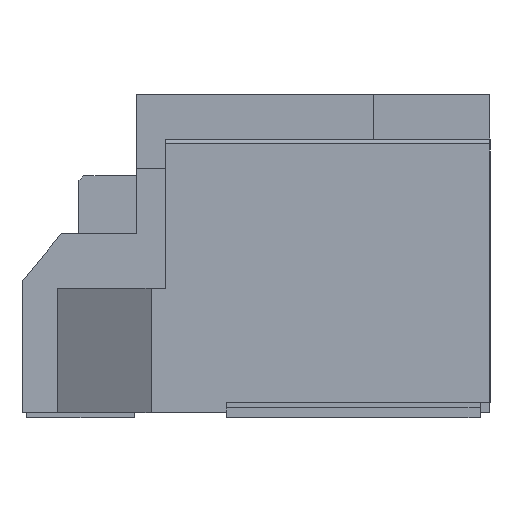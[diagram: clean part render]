
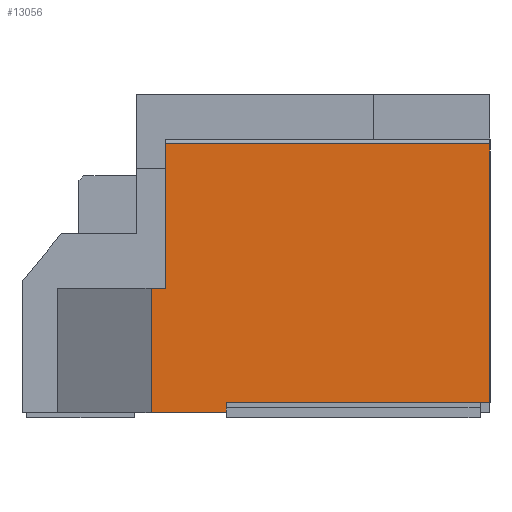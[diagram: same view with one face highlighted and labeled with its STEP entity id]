
A CAD part, left-side view. The second image highlights one B-rep face of the part: STEP entity #13056.
In plain terms, the highlighted planar face has unit normal (-1, 0, 0).
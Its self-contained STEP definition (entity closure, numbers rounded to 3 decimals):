
#953 = CARTESIAN_POINT ( 'NONE',  ( -8., 0.15, 0. ) ) ;
#1073 = CARTESIAN_POINT ( 'NONE',  ( -8., 0.15, 0.1 ) ) ;
#1185 = EDGE_CURVE ( 'NONE', #17968, #22748, #6905, .T. ) ;
#1404 = DIRECTION ( 'NONE',  ( 0., 0., -1. ) ) ;
#1432 = VERTEX_POINT ( 'NONE', #15418 ) ;
#2310 = LINE ( 'NONE', #7905, #16579 ) ;
#3081 = DIRECTION ( 'NONE',  ( 0., 0., -1. ) ) ;
#3621 = ORIENTED_EDGE ( 'NONE', *, *, #6606, .F. ) ;
#4274 = EDGE_CURVE ( 'NONE', #17482, #9478, #5369, .T. ) ;
#4471 = ORIENTED_EDGE ( 'NONE', *, *, #4274, .F. ) ;
#4775 = CARTESIAN_POINT ( 'NONE',  ( -8., 0.15, 0.2 ) ) ;
#5149 = ORIENTED_EDGE ( 'NONE', *, *, #18875, .T. ) ;
#5369 = LINE ( 'NONE', #12463, #17354 ) ;
#5454 = VERTEX_POINT ( 'NONE', #4775 ) ;
#5771 = EDGE_CURVE ( 'NONE', #5454, #11372, #11144, .T. ) ;
#5805 = EDGE_LOOP ( 'NONE', ( #9833, #5149, #20241, #4471, #3621, #5898, #14159, #14577, #6650 ) ) ;
#5898 = ORIENTED_EDGE ( 'NONE', *, *, #17683, .T. ) ;
#6204 = CARTESIAN_POINT ( 'NONE',  ( -8., 1.658, 0. ) ) ;
#6606 = EDGE_CURVE ( 'NONE', #7270, #17482, #8094, .T. ) ;
#6650 = ORIENTED_EDGE ( 'NONE', *, *, #10813, .F. ) ;
#6905 = LINE ( 'NONE', #16088, #20104 ) ;
#6908 = CARTESIAN_POINT ( 'NONE',  ( -8., 4.25, 6.4 ) ) ;
#6941 = DIRECTION ( 'NONE',  ( 0., 1., 0. ) ) ;
#7270 = VERTEX_POINT ( 'NONE', #11208 ) ;
#7905 = CARTESIAN_POINT ( 'NONE',  ( -8., 0.15, 0.2 ) ) ;
#8094 = LINE ( 'NONE', #6204, #20729 ) ;
#8678 = CARTESIAN_POINT ( 'NONE',  ( -8., 0.15, 0.2 ) ) ;
#8848 = CARTESIAN_POINT ( 'NONE',  ( -8., -5.15, 5.4 ) ) ;
#9012 = LINE ( 'NONE', #23223, #21019 ) ;
#9232 = VERTEX_POINT ( 'NONE', #953 ) ;
#9478 = VERTEX_POINT ( 'NONE', #20603 ) ;
#9833 = ORIENTED_EDGE ( 'NONE', *, *, #1185, .F. ) ;
#9898 = DIRECTION ( 'NONE',  ( 0., 0., 1. ) ) ;
#10262 = DIRECTION ( 'NONE',  ( 1., 0., 0. ) ) ;
#10813 = EDGE_CURVE ( 'NONE', #22748, #5454, #2310, .T. ) ;
#11135 = CARTESIAN_POINT ( 'NONE',  ( -8., 4.25, 0. ) ) ;
#11144 = LINE ( 'NONE', #8678, #21852 ) ;
#11208 = CARTESIAN_POINT ( 'NONE',  ( -8., 1.658, 0. ) ) ;
#11372 = VERTEX_POINT ( 'NONE', #1073 ) ;
#11452 = LINE ( 'NONE', #18731, #15148 ) ;
#11809 = CARTESIAN_POINT ( 'NONE',  ( -8., -5.15, 0.2 ) ) ;
#12463 = CARTESIAN_POINT ( 'NONE',  ( -8., 1.367, 2.5 ) ) ;
#13056 = ADVANCED_FACE ( 'NONE', ( #14108 ), #17395, .F. ) ;
#14108 = FACE_OUTER_BOUND ( 'NONE', #5805, .T. ) ;
#14145 = LINE ( 'NONE', #15787, #21650 ) ;
#14159 = ORIENTED_EDGE ( 'NONE', *, *, #21776, .F. ) ;
#14191 = DIRECTION ( 'NONE',  ( 0., 0., -1. ) ) ;
#14240 = EDGE_CURVE ( 'NONE', #9478, #1432, #11452, .T. ) ;
#14577 = ORIENTED_EDGE ( 'NONE', *, *, #5771, .F. ) ;
#15148 = VECTOR ( 'NONE', #9898, 1000. ) ;
#15418 = CARTESIAN_POINT ( 'NONE',  ( -8., 1.367, 5.4 ) ) ;
#15787 = CARTESIAN_POINT ( 'NONE',  ( -8., 4.25, 5.4 ) ) ;
#16088 = CARTESIAN_POINT ( 'NONE',  ( -8., -5.15, 6.4 ) ) ;
#16504 = LINE ( 'NONE', #11135, #19833 ) ;
#16579 = VECTOR ( 'NONE', #17096, 1000. ) ;
#16626 = DIRECTION ( 'NONE',  ( 0., -1., 0. ) ) ;
#17048 = DIRECTION ( 'NONE',  ( 0., 0., 1. ) ) ;
#17096 = DIRECTION ( 'NONE',  ( 0., 1., 0. ) ) ;
#17354 = VECTOR ( 'NONE', #17930, 1000. ) ;
#17395 = PLANE ( 'NONE',  #23141 ) ;
#17482 = VERTEX_POINT ( 'NONE', #21434 ) ;
#17683 = EDGE_CURVE ( 'NONE', #7270, #9232, #16504, .T. ) ;
#17930 = DIRECTION ( 'NONE',  ( 0., -1., 0. ) ) ;
#17968 = VERTEX_POINT ( 'NONE', #8848 ) ;
#18731 = CARTESIAN_POINT ( 'NONE',  ( -8., 1.367, 2.5 ) ) ;
#18875 = EDGE_CURVE ( 'NONE', #17968, #1432, #14145, .T. ) ;
#19833 = VECTOR ( 'NONE', #16626, 1000. ) ;
#20104 = VECTOR ( 'NONE', #1404, 1000. ) ;
#20241 = ORIENTED_EDGE ( 'NONE', *, *, #14240, .F. ) ;
#20603 = CARTESIAN_POINT ( 'NONE',  ( -8., 1.367, 2.5 ) ) ;
#20729 = VECTOR ( 'NONE', #17048, 1000. ) ;
#21019 = VECTOR ( 'NONE', #14191, 1000. ) ;
#21434 = CARTESIAN_POINT ( 'NONE',  ( -8., 1.658, 2.5 ) ) ;
#21650 = VECTOR ( 'NONE', #6941, 1000. ) ;
#21776 = EDGE_CURVE ( 'NONE', #11372, #9232, #9012, .T. ) ;
#21852 = VECTOR ( 'NONE', #23109, 1000. ) ;
#22748 = VERTEX_POINT ( 'NONE', #11809 ) ;
#23109 = DIRECTION ( 'NONE',  ( 0., 0., -1. ) ) ;
#23141 = AXIS2_PLACEMENT_3D ( 'NONE', #6908, #10262, #3081 ) ;
#23223 = CARTESIAN_POINT ( 'NONE',  ( -8., 0.15, 6.4 ) ) ;
